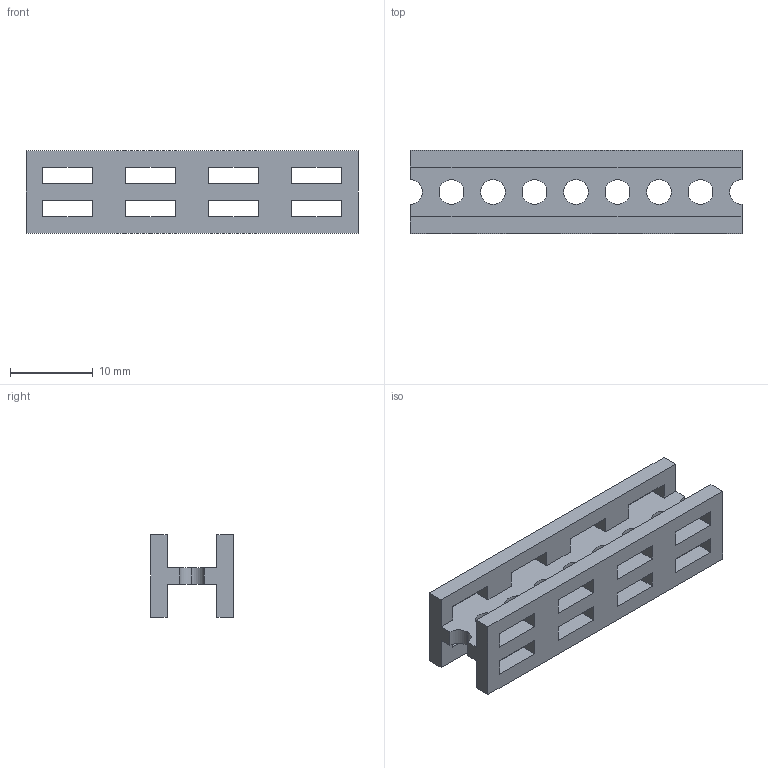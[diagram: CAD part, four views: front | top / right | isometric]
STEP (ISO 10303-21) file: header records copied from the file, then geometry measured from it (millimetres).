
FILE_DESCRIPTION (( 'STEP AP203' ), '1' );
FILE_NAME ('Beam 40.STEP', '2017-02-03T08:43:50', ( '' ), ( '' ), 'SwSTEP 2.0', 'SolidWorks 2015', '' );
FILE_SCHEMA (( 'CONFIG_CONTROL_DESIGN' ));
Length unit declared in the file: millimetre
Products named in the file (1): Beam 40
Bounding box: 40 x 10 x 10 mm (x, y, z)
Volume: 1582.9 mm3; surface area: 2497.7 mm2
Topology: 1 solids, 1 shells, 81 faces, 285 edges, 190 vertices
Faces by surface type: plane 64, cylinder 17
Entity records: 3202 total; most frequent: ORIENTED_EDGE 570, CARTESIAN_POINT 557, DIRECTION 483, EDGE_CURVE 285, LINE 251, VECTOR 251, VERTEX_POINT 190, AXIS2_PLACEMENT_3D 116
